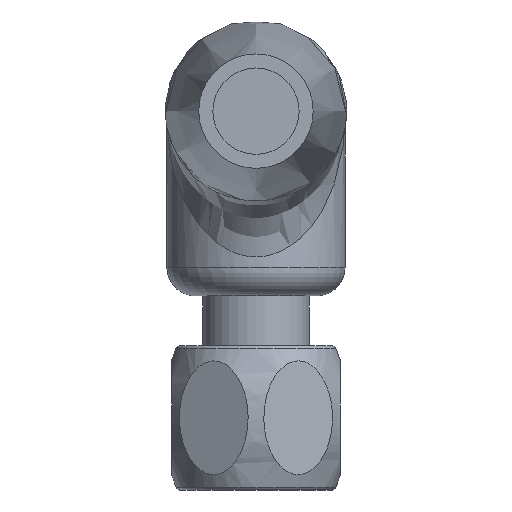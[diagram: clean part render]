
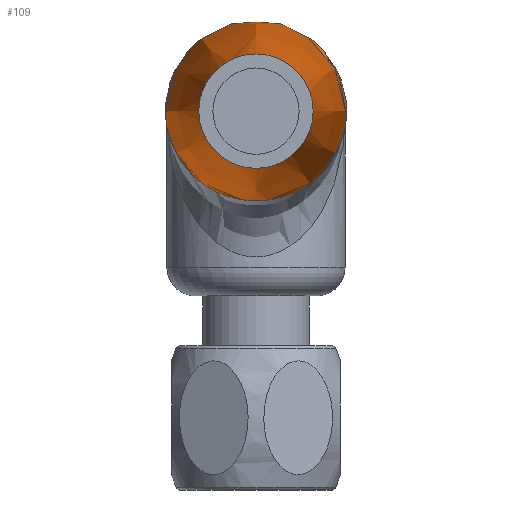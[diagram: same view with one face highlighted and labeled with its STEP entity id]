
A CAD part, front view. The second image highlights one B-rep face of the part: STEP entity #109.
In plain terms, the highlighted free-form (B-spline) face has degree [3, 3] with [4, 7] control points.
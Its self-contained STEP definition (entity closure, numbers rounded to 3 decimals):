
#44=(
BOUNDED_SURFACE()
B_SPLINE_SURFACE(3,3,((#852,#853,#854,#855,#856,#857,#858),(#859,#860,#861,
#862,#863,#864,#865),(#866,#867,#868,#869,#870,#871,#872),(#873,#874,#875,
#876,#877,#878,#879)),.UNSPECIFIED.,.F.,.T.,.F.)
B_SPLINE_SURFACE_WITH_KNOTS((4,4),(1,3,3,3,1),(0.,1.),(-0.5,0.,0.5,1.,1.5),
 .UNSPECIFIED.)
GEOMETRIC_REPRESENTATION_ITEM()
RATIONAL_B_SPLINE_SURFACE(((1.,0.333,0.333,1.,0.333,
0.333,1.),(0.996,0.332,0.332,
0.996,0.332,0.332,0.996),
(0.996,0.332,0.332,0.996,
0.332,0.332,0.996),(1.,0.333,
0.333,1.,0.333,0.333,1.)))
REPRESENTATION_ITEM('')
SURFACE()
);
#81=B_SPLINE_CURVE_WITH_KNOTS('',3,(#793,#794,#795,#796,#797,#798,#799,
#800,#801,#802,#803,#804,#805,#806,#807,#808,#809,#810,#811,#812,#813,#814,
#815,#816,#817,#818,#819,#820,#821,#822,#823,#824,#825,#826,#827,#828,#829,
#830,#831,#832,#833,#834,#835,#836,#837,#838,#839,#840,#841,#842,#843,#844,
#845,#846,#847,#848),.UNSPECIFIED.,.F.,.F.,(4,2,2,2,2,2,2,2,2,2,2,2,2,2,
2,2,2,2,2,2,2,2,2,2,2,2,2,4),(0.,0.016,0.023,
0.031,0.047,0.062,0.094,
0.109,0.117,0.125,0.187,
0.219,0.234,0.25,0.5,
0.625,0.687,0.719,0.734,
0.75,0.812,0.844,0.859,
0.867,0.875,0.937,0.969,1.),
 .UNSPECIFIED.);
#109=ADVANCED_FACE('',(#163,#164),#44,.T.);
#163=FACE_BOUND('',#223,.T.);
#164=FACE_BOUND('',#224,.T.);
#223=EDGE_LOOP('',(#286,#287));
#224=EDGE_LOOP('',(#288));
#286=ORIENTED_EDGE('',*,*,#367,.T.);
#287=ORIENTED_EDGE('',*,*,#368,.T.);
#288=ORIENTED_EDGE('',*,*,#366,.T.);
#333=VERTEX_POINT('',#791);
#334=VERTEX_POINT('',#849);
#335=VERTEX_POINT('',#850);
#366=EDGE_CURVE('',#333,#333,#396,.T.);
#367=EDGE_CURVE('',#334,#335,#81,.T.);
#368=EDGE_CURVE('',#335,#334,#397,.T.);
#396=CIRCLE('',#449,3.05);
#397=CIRCLE('',#451,4.752);
#449=AXIS2_PLACEMENT_3D('',#790,#553,#554);
#451=AXIS2_PLACEMENT_3D('',#851,#557,#558);
#553=DIRECTION('',(0.,1.,0.));
#554=DIRECTION('',(0.,0.,1.));
#557=DIRECTION('',(0.,-1.,0.));
#558=DIRECTION('',(0.,0.,-1.));
#790=CARTESIAN_POINT('',(0.,-23.,9.45));
#791=CARTESIAN_POINT('',(0.,-23.,12.5));
#793=CARTESIAN_POINT('',(-4.752,-0.054,9.45));
#794=CARTESIAN_POINT('',(-4.752,-0.054,9.4));
#795=CARTESIAN_POINT('',(-4.754,-0.115,9.328));
#796=CARTESIAN_POINT('',(-4.755,-0.3,9.184));
#797=CARTESIAN_POINT('',(-4.755,-0.371,9.135));
#798=CARTESIAN_POINT('',(-4.754,-0.456,9.078));
#799=CARTESIAN_POINT('',(-4.753,-0.507,9.045));
#800=CARTESIAN_POINT('',(-4.748,-0.686,8.928));
#801=CARTESIAN_POINT('',(-4.746,-0.751,8.888));
#802=CARTESIAN_POINT('',(-4.736,-0.951,8.762));
#803=CARTESIAN_POINT('',(-4.728,-1.087,8.677));
#804=CARTESIAN_POINT('',(-4.692,-1.518,8.409));
#805=CARTESIAN_POINT('',(-4.659,-1.767,8.254));
#806=CARTESIAN_POINT('',(-4.61,-2.086,8.058));
#807=CARTESIAN_POINT('',(-4.594,-2.183,7.998));
#808=CARTESIAN_POINT('',(-4.57,-2.314,7.917));
#809=CARTESIAN_POINT('',(-4.562,-2.355,7.892));
#810=CARTESIAN_POINT('',(-4.547,-2.434,7.844));
#811=CARTESIAN_POINT('',(-4.545,-2.443,7.838));
#812=CARTESIAN_POINT('',(-4.431,-2.995,7.498));
#813=CARTESIAN_POINT('',(-4.302,-3.441,7.223));
#814=CARTESIAN_POINT('',(-4.084,-4.043,6.854));
#815=CARTESIAN_POINT('',(-4.008,-4.233,6.738));
#816=CARTESIAN_POINT('',(-3.89,-4.5,6.575));
#817=CARTESIAN_POINT('',(-3.85,-4.587,6.522));
#818=CARTESIAN_POINT('',(-3.77,-4.754,6.42));
#819=CARTESIAN_POINT('',(-3.748,-4.799,6.393));
#820=CARTESIAN_POINT('',(-2.727,-6.736,5.211));
#821=CARTESIAN_POINT('',(-1.309,-7.647,4.672));
#822=CARTESIAN_POINT('',(0.658,-7.646,4.673));
#823=CARTESIAN_POINT('',(1.333,-7.417,4.801));
#824=CARTESIAN_POINT('',(2.29,-6.733,5.212));
#825=CARTESIAN_POINT('',(2.6,-6.448,5.385));
#826=CARTESIAN_POINT('',(3.035,-5.934,5.698));
#827=CARTESIAN_POINT('',(3.175,-5.749,5.812));
#828=CARTESIAN_POINT('',(3.376,-5.45,5.995));
#829=CARTESIAN_POINT('',(3.441,-5.346,6.058));
#830=CARTESIAN_POINT('',(3.568,-5.132,6.189));
#831=CARTESIAN_POINT('',(3.649,-4.986,6.279));
#832=CARTESIAN_POINT('',(3.854,-4.596,6.517));
#833=CARTESIAN_POINT('',(4.014,-4.24,6.734));
#834=CARTESIAN_POINT('',(4.23,-3.638,7.102));
#835=CARTESIAN_POINT('',(4.299,-3.427,7.232));
#836=CARTESIAN_POINT('',(4.393,-3.092,7.438));
#837=CARTESIAN_POINT('',(4.424,-2.978,7.509));
#838=CARTESIAN_POINT('',(4.466,-2.802,7.617));
#839=CARTESIAN_POINT('',(4.48,-2.743,7.653));
#840=CARTESIAN_POINT('',(4.507,-2.623,7.727));
#841=CARTESIAN_POINT('',(4.526,-2.536,7.781));
#842=CARTESIAN_POINT('',(4.589,-2.228,7.971));
#843=CARTESIAN_POINT('',(4.665,-1.842,8.207));
#844=CARTESIAN_POINT('',(4.741,-0.921,8.78));
#845=CARTESIAN_POINT('',(4.746,-0.816,8.839));
#846=CARTESIAN_POINT('',(4.759,-0.206,9.249));
#847=CARTESIAN_POINT('',(4.752,-0.054,9.384));
#848=CARTESIAN_POINT('',(4.752,-0.054,9.45));
#849=CARTESIAN_POINT('',(-4.752,-0.054,9.45));
#850=CARTESIAN_POINT('',(4.752,-0.054,9.45));
#851=CARTESIAN_POINT('',(0.,-0.054,9.45));
#852=CARTESIAN_POINT('',(0.,-0.054,14.202));
#853=CARTESIAN_POINT('',(9.504,-0.054,14.202));
#854=CARTESIAN_POINT('',(9.504,-0.054,4.698));
#855=CARTESIAN_POINT('',(0.,-0.054,4.698));
#856=CARTESIAN_POINT('',(-9.504,-0.054,4.698));
#857=CARTESIAN_POINT('',(-9.504,-0.054,14.202));
#858=CARTESIAN_POINT('',(0.,-0.054,14.202));
#859=CARTESIAN_POINT('',(0.,-7.751,14.52));
#860=CARTESIAN_POINT('',(10.14,-7.751,14.52));
#861=CARTESIAN_POINT('',(10.14,-7.751,4.38));
#862=CARTESIAN_POINT('',(0.,-7.751,4.38));
#863=CARTESIAN_POINT('',(-10.14,-7.751,4.38));
#864=CARTESIAN_POINT('',(-10.14,-7.751,14.52));
#865=CARTESIAN_POINT('',(0.,-7.751,14.52));
#866=CARTESIAN_POINT('',(0.,-15.434,13.95));
#867=CARTESIAN_POINT('',(9.,-15.434,13.95));
#868=CARTESIAN_POINT('',(9.,-15.434,4.95));
#869=CARTESIAN_POINT('',(0.,-15.434,4.95));
#870=CARTESIAN_POINT('',(-9.,-15.434,4.95));
#871=CARTESIAN_POINT('',(-9.,-15.434,13.95));
#872=CARTESIAN_POINT('',(0.,-15.434,13.95));
#873=CARTESIAN_POINT('',(0.,-23.,12.5));
#874=CARTESIAN_POINT('',(6.1,-23.,12.5));
#875=CARTESIAN_POINT('',(6.1,-23.,6.4));
#876=CARTESIAN_POINT('',(0.,-23.,6.4));
#877=CARTESIAN_POINT('',(-6.1,-23.,6.4));
#878=CARTESIAN_POINT('',(-6.1,-23.,12.5));
#879=CARTESIAN_POINT('',(0.,-23.,12.5));
